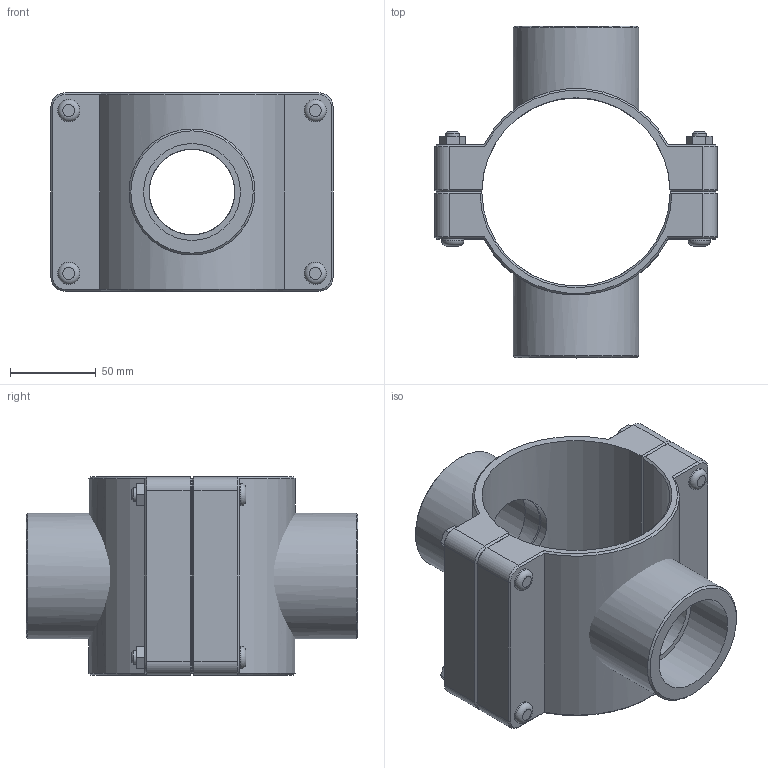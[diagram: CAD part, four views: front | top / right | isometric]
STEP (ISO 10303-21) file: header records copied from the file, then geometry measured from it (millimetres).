
FILE_DESCRIPTION(/* description */ ('PLASSON DOUBLE SADDLE 110-2"'),/* implementation_level */ '2;1');
FILE_NAME(/* name */ '161760110020_161860110020.ipt.stp',/* time_stamp */ '2017-06-18T09:27:33+03:00',/* author */ ('KIM'),/* organization */ (''),/* preprocessor_version */ 'ST-DEVELOPER v15.6',/* originating_system */ 'Autodesk Inventor 2015',/* authorisation */ '');
FILE_SCHEMA (('AUTOMOTIVE_DESIGN { 1 0 10303 214 3 1 1 }'));
Length unit declared in the file: millimetre
Products named in the file (1): 161760110020_161860110020
Bounding box: 165 x 194 x 116 mm (x, y, z)
Volume: 676759.8 mm3; surface area: 153915.3 mm2
Topology: 3 solids, 3 shells, 151 faces, 340 edges, 211 vertices
Faces by surface type: plane 84, cylinder 34, cone 29, torus 4
Full cylindrical faces by diameter (mm): 8 x4, 13 x8, 50 x4, 56.656 x2, 73.653 x2
Entity records: 4522 total; most frequent: CARTESIAN_POINT 1235, DIRECTION 674, ORIENTED_EDGE 614, EDGE_CURVE 307, AXIS2_PLACEMENT_3D 243, EDGE_LOOP 211, VERTEX_POINT 208, LINE 188
